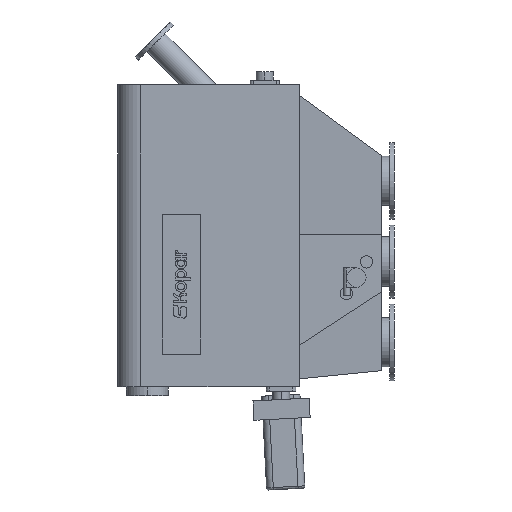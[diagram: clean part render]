
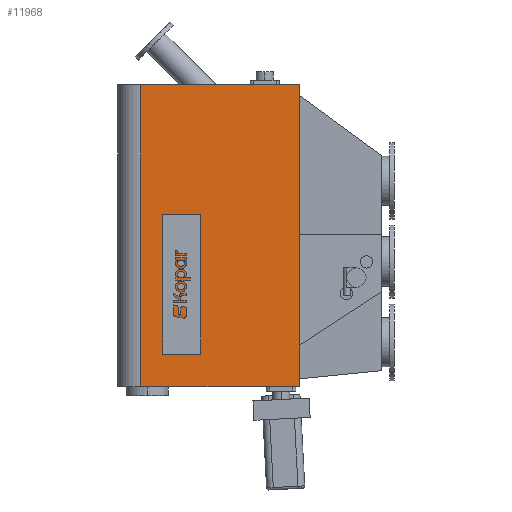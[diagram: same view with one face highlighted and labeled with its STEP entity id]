
A CAD part, left-side view. The second image highlights one B-rep face of the part: STEP entity #11968.
In plain terms, the highlighted planar face has unit normal (-1, 0, 0).
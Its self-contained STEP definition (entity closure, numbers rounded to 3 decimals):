
#29 = VECTOR ( 'NONE', #1301, 1000. ) ;
#456 = DIRECTION ( 'NONE',  ( 0., 0., -1. ) ) ;
#1267 = VECTOR ( 'NONE', #456, 1000. ) ;
#1301 = DIRECTION ( 'NONE',  ( 0., -1., 0. ) ) ;
#2603 = CARTESIAN_POINT ( 'NONE',  ( -414., 299.5, 0. ) ) ;
#2762 = LINE ( 'NONE', #14469, #29 ) ;
#3089 = VERTEX_POINT ( 'NONE', #14892 ) ;
#3303 = DIRECTION ( 'NONE',  ( 1., 0., 0. ) ) ;
#3893 = VECTOR ( 'NONE', #17147, 1000. ) ;
#4493 = CARTESIAN_POINT ( 'NONE',  ( -414., -403.5, 0. ) ) ;
#4792 = CARTESIAN_POINT ( 'NONE',  ( -414., 299.5, 1342. ) ) ;
#5932 = EDGE_CURVE ( 'NONE', #10697, #7679, #12574, .T. ) ;
#7546 = EDGE_CURVE ( 'NONE', #12998, #7679, #11331, .T. ) ;
#7613 = DIRECTION ( 'NONE',  ( 0., 1., 0. ) ) ;
#7679 = VERTEX_POINT ( 'NONE', #4493 ) ;
#7936 = ORIENTED_EDGE ( 'NONE', *, *, #5932, .F. ) ;
#7984 = ORIENTED_EDGE ( 'NONE', *, *, #7546, .T. ) ;
#8039 = DIRECTION ( 'NONE',  ( 0., 0., -1. ) ) ;
#8366 = EDGE_LOOP ( 'NONE', ( #13502, #10902, #7984, #7936 ) ) ;
#8801 = CARTESIAN_POINT ( 'NONE',  ( -414., 403.5, 1342. ) ) ;
#9763 = FACE_OUTER_BOUND ( 'NONE', #8366, .T. ) ;
#10697 = VERTEX_POINT ( 'NONE', #17742 ) ;
#10902 = ORIENTED_EDGE ( 'NONE', *, *, #14883, .T. ) ;
#11331 = LINE ( 'NONE', #13024, #3893 ) ;
#11968 = ADVANCED_FACE ( 'NONE', ( #9763 ), #17552, .F. ) ;
#12410 = VECTOR ( 'NONE', #8039, 1000. ) ;
#12574 = LINE ( 'NONE', #15341, #12410 ) ;
#12998 = VERTEX_POINT ( 'NONE', #2603 ) ;
#13024 = CARTESIAN_POINT ( 'NONE',  ( -414., 403.5, 0. ) ) ;
#13502 = ORIENTED_EDGE ( 'NONE', *, *, #15088, .F. ) ;
#14469 = CARTESIAN_POINT ( 'NONE',  ( -414., 403.5, 1342. ) ) ;
#14883 = EDGE_CURVE ( 'NONE', #3089, #12998, #17985, .T. ) ;
#14892 = CARTESIAN_POINT ( 'NONE',  ( -414., 299.5, 1342. ) ) ;
#15088 = EDGE_CURVE ( 'NONE', #3089, #10697, #2762, .T. ) ;
#15341 = CARTESIAN_POINT ( 'NONE',  ( -414., -403.5, 1342. ) ) ;
#15537 = AXIS2_PLACEMENT_3D ( 'NONE', #8801, #3303, #7613 ) ;
#17147 = DIRECTION ( 'NONE',  ( 0., -1., 0. ) ) ;
#17552 = PLANE ( 'NONE',  #15537 ) ;
#17742 = CARTESIAN_POINT ( 'NONE',  ( -414., -403.5, 1342. ) ) ;
#17985 = LINE ( 'NONE', #4792, #1267 ) ;
